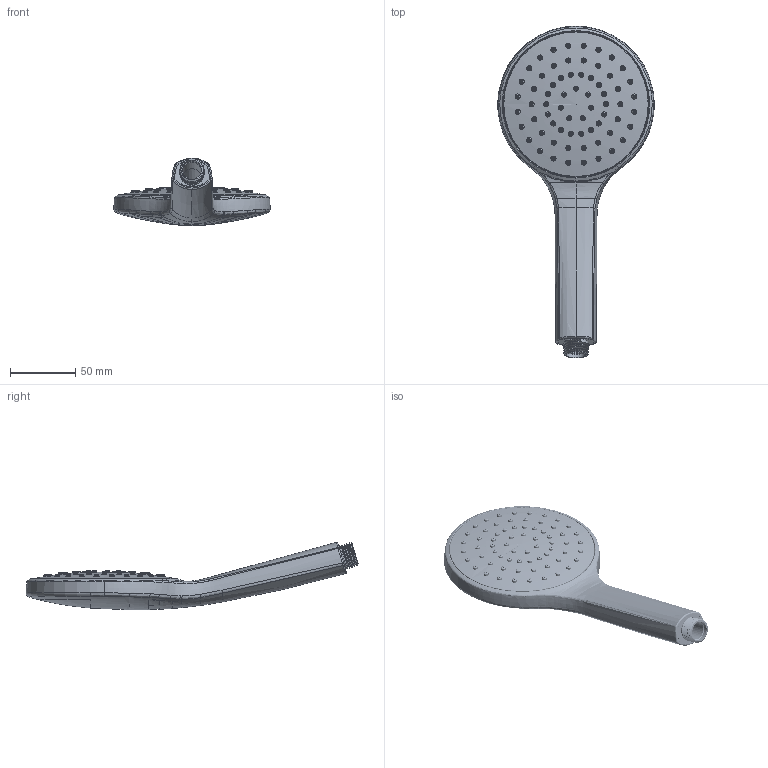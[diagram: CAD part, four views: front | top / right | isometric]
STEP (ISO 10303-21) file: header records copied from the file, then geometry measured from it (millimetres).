
FILE_DESCRIPTION(/* description */ (''),/* implementation_level */ '2;1');
FILE_NAME(/* name */ '2222',/* time_stamp */ '2022-05-21T14:27:25+08:00',/* author */ (''),/* organization */ (''),/* preprocessor_version */ 'ST-DEVELOPER v9',/* originating_system */ 'UGS - NX 4.0',/* authorisation */ '');
FILE_SCHEMA (('CONFIG_CONTROL_DESIGN'));
Products named in the file (1): H136-3
Bounding box: 120.2 x 255.09 x 51.81 mm (x, y, z)
Volume: 136123.7 mm3; surface area: 156251.2 mm2
Topology: 7 solids, 8 shells, 1714 faces, 4806 edges, 3257 vertices
Faces by surface type: bspline 944, plane 417, sphere 142, cylinder 98, cone 62, torus 43, extrusion 8
Full cylindrical faces by diameter (mm): 3.4 x1, 4.4 x1, 8.8 x1, 11.5 x1, 11.7 x1, 12 x1, 12.2 x1, 14 x1, 14.1 x1, 15 x1, 15.8 x1, 15.9 x1, 17.1 x2, 17.5 x1, 18.6 x4, 96.29 x1, 98.49 x1, 98.89 x1, 99.19 x1, 102.5 x1, 111.6 x1
Entity records: 177264 total; most frequent: CARTESIAN_POINT 146264, ORIENTED_EDGE 6782, DIRECTION 3557, EDGE_CURVE 3391, EDGE_LOOP 3023, VERTEX_POINT 2588, B_SPLINE_CURVE_WITH_KNOTS 2049, FACE_BOUND 2021
